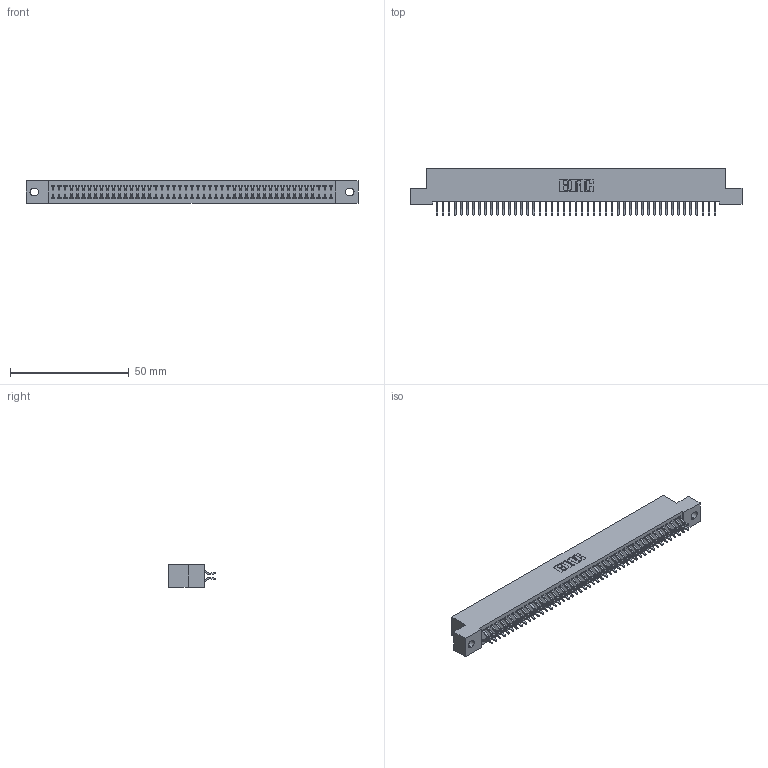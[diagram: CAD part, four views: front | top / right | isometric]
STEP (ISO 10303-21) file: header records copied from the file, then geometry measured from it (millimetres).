
FILE_DESCRIPTION (( 'STEP AP203' ), '1' );
FILE_NAME ('342-094-556-202.STEP', '2019-10-04T15:38:27', ( '' ), ( '' ), 'SwSTEP 2.0', 'SolidWorks 2016', '' );
FILE_SCHEMA (( 'CONFIG_CONTROL_DESIGN' ));
Length unit declared in the file: inch
Products named in the file (3): 342 Part_.128 Slot; 345-292-001_556 Tail; 342-094-556-202
Assembly tree (95 placements, depth 2):
  342-094-556-202
    342 Part_.128 Slot
    345-292-001_556 Tail  x94
Bounding box: 139.7 x 19.58 x 9.4 mm (x, y, z)
Volume: 12521.2 mm3; surface area: 20172.8 mm2
Topology: 95 solids, 95 shells, 5566 faces, 16573 edges, 10922 vertices
Faces by surface type: plane 3830, cylinder 1736
Entity records: 29813 total; most frequent: CARTESIAN_POINT 4950, ORIENTED_EDGE 4874, DIRECTION 4209, EDGE_CURVE 2437, LINE 2301, VECTOR 2301, VERTEX_POINT 1622, AXIS2_PLACEMENT_3D 954
